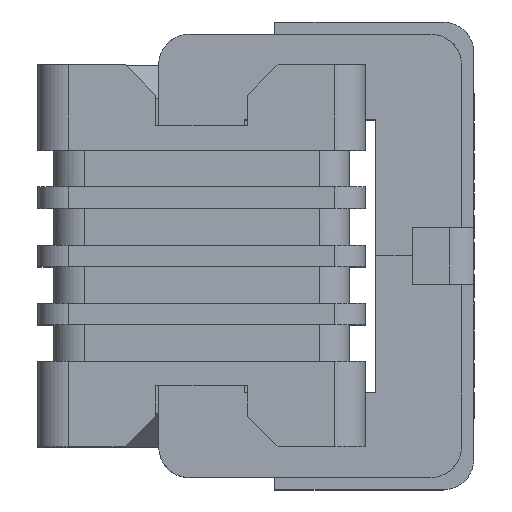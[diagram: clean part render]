
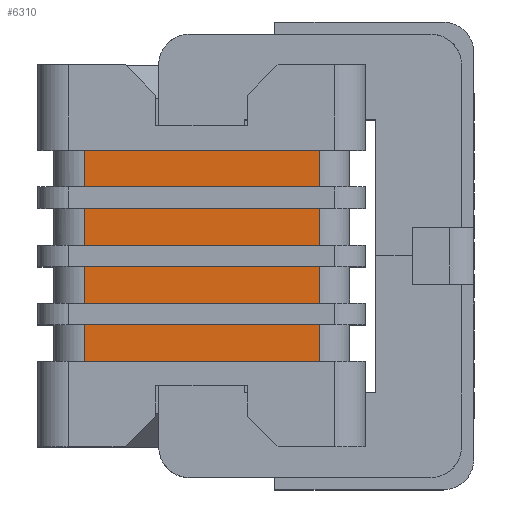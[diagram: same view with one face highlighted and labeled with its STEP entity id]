
A CAD part, top view. The second image highlights one B-rep face of the part: STEP entity #6310.
In plain terms, the highlighted free-form (B-spline) face has degree [1, 1] with [2, 2] control points.
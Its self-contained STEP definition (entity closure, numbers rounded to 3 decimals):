
#6188 = VERTEX_POINT('',#6189);
#6189 = CARTESIAN_POINT('',(-4.75,-4.267,
    6.952));
#6233 = VERTEX_POINT('',#6234);
#6234 = CARTESIAN_POINT('',(4.75,-4.267,
    6.952));
#6240 = EDGE_CURVE('',#6188,#6233,#6241,.T.);
#6241 = B_SPLINE_CURVE_WITH_KNOTS('',1,(#6242,#6243),.UNSPECIFIED.,.F.,
  .F.,(2,2),(0.,7.681),.PIECEWISE_BEZIER_KNOTS.);
#6242 = CARTESIAN_POINT('',(-4.75,-4.267,
    6.952));
#6243 = CARTESIAN_POINT('',(4.75,-4.267,
    6.952));
#6283 = EDGE_CURVE('',#6284,#6188,#6286,.T.);
#6284 = VERTEX_POINT('',#6285);
#6285 = CARTESIAN_POINT('',(-4.75,4.267,
    6.952));
#6286 = B_SPLINE_CURVE_WITH_KNOTS('',1,(#6287,#6288),.UNSPECIFIED.,.F.,
  .F.,(2,2),(13.634,20.534),.PIECEWISE_BEZIER_KNOTS.);
#6287 = CARTESIAN_POINT('',(-4.75,4.267,
    6.952));
#6288 = CARTESIAN_POINT('',(-4.75,-4.267,
    6.952));
#6310 = ADVANCED_FACE('',(#6311),#6327,.F.);
#6311 = FACE_BOUND('',#6312,.T.);
#6312 = EDGE_LOOP('',(#6313,#6320,#6325,#6326));
#6313 = ORIENTED_EDGE('',*,*,#6314,.F.);
#6314 = EDGE_CURVE('',#6315,#6233,#6317,.T.);
#6315 = VERTEX_POINT('',#6316);
#6316 = CARTESIAN_POINT('',(4.75,4.267,6.952
    ));
#6317 = B_SPLINE_CURVE_WITH_KNOTS('',1,(#6318,#6319),.UNSPECIFIED.,.F.,
  .F.,(2,2),(13.634,20.534),.PIECEWISE_BEZIER_KNOTS.);
#6318 = CARTESIAN_POINT('',(4.75,4.267,6.952
    ));
#6319 = CARTESIAN_POINT('',(4.75,-4.267,
    6.952));
#6320 = ORIENTED_EDGE('',*,*,#6321,.T.);
#6321 = EDGE_CURVE('',#6315,#6284,#6322,.T.);
#6322 = B_SPLINE_CURVE_WITH_KNOTS('',1,(#6323,#6324),.UNSPECIFIED.,.F.,
  .F.,(2,2),(-7.681,0.),.PIECEWISE_BEZIER_KNOTS.);
#6323 = CARTESIAN_POINT('',(4.75,4.267,6.952
    ));
#6324 = CARTESIAN_POINT('',(-4.75,4.267,
    6.952));
#6325 = ORIENTED_EDGE('',*,*,#6283,.T.);
#6326 = ORIENTED_EDGE('',*,*,#6240,.T.);
#6327 = B_SPLINE_SURFACE_WITH_KNOTS('',1,1,(
    (#6328,#6329)
    ,(#6330,#6331
    )),.UNSPECIFIED.,.F.,.F.,.F.,(2,2),(2,2),(-7.681,0.),(
    -20.534,-13.634),.PIECEWISE_BEZIER_KNOTS.);
#6328 = CARTESIAN_POINT('',(4.75,-4.267,
    6.952));
#6329 = CARTESIAN_POINT('',(4.75,4.267,6.952
    ));
#6330 = CARTESIAN_POINT('',(-4.75,-4.267,
    6.952));
#6331 = CARTESIAN_POINT('',(-4.75,4.267,
    6.952));
